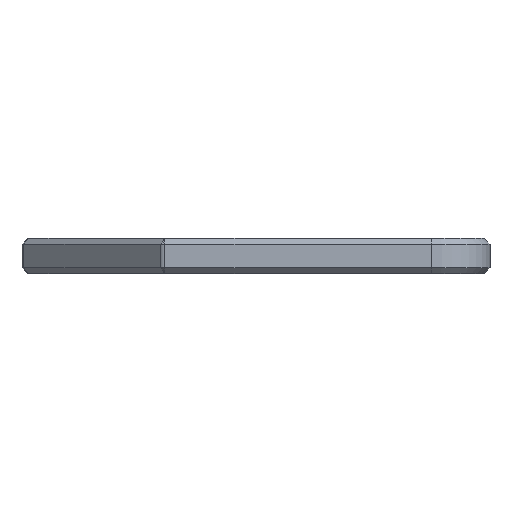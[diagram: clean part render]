
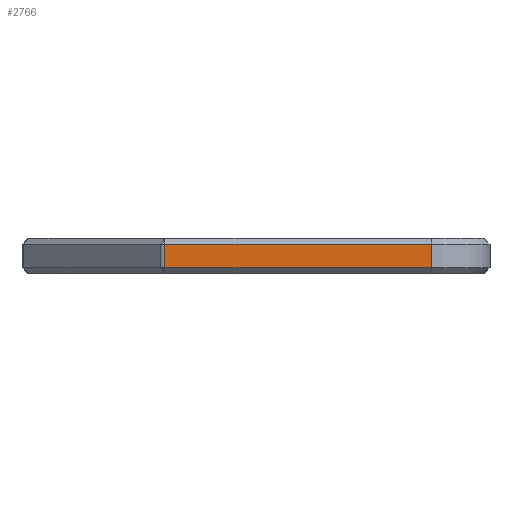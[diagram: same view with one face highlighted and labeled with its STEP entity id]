
A CAD part, front view. The second image highlights one B-rep face of the part: STEP entity #2766.
In plain terms, the highlighted planar face has unit normal (0, -1, 0).
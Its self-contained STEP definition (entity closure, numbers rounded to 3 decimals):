
#1389 = PLANE('',#1390);
#1390 = AXIS2_PLACEMENT_3D('',#1391,#1392,#1393);
#1391 = CARTESIAN_POINT('',(-48.,-18.5,3.));
#1392 = DIRECTION('',(0.,0.707,-0.707));
#1393 = DIRECTION('',(1.,0.,0.));
#1640 = VERTEX_POINT('',#1641);
#1641 = CARTESIAN_POINT('',(-5.,-19.,2.5));
#1677 = CYLINDRICAL_SURFACE('',#1678,5.);
#1678 = AXIS2_PLACEMENT_3D('',#1679,#1680,#1681);
#1679 = CARTESIAN_POINT('',(-5.,-14.,1.5));
#1680 = DIRECTION('',(0.,0.,1.));
#1681 = DIRECTION('',(0.,-1.,0.));
#1695 = VERTEX_POINT('',#1696);
#1696 = CARTESIAN_POINT('',(-27.793,-19.,2.5));
#1744 = EDGE_CURVE('',#1695,#1640,#1745,.T.);
#1745 = SURFACE_CURVE('',#1746,(#1750,#1757),.PCURVE_S1.);
#1746 = LINE('',#1747,#1748);
#1747 = CARTESIAN_POINT('',(-20.,-19.,2.5));
#1748 = VECTOR('',#1749,1.);
#1749 = DIRECTION('',(1.,0.,0.));
#1750 = PCURVE('',#1389,#1751);
#1751 = DEFINITIONAL_REPRESENTATION('',(#1752),#1756);
#1752 = LINE('',#1753,#1754);
#1753 = CARTESIAN_POINT('',(28.,0.707));
#1754 = VECTOR('',#1755,1.);
#1755 = DIRECTION('',(1.,0.));
#1756 = ( GEOMETRIC_REPRESENTATION_CONTEXT(2) 
PARAMETRIC_REPRESENTATION_CONTEXT() REPRESENTATION_CONTEXT('2D SPACE',''
  ) );
#1757 = PCURVE('',#1758,#1763);
#1758 = PLANE('',#1759);
#1759 = AXIS2_PLACEMENT_3D('',#1760,#1761,#1762);
#1760 = CARTESIAN_POINT('',(-28.,-19.,0.));
#1761 = DIRECTION('',(0.,-1.,0.));
#1762 = DIRECTION('',(1.,0.,0.));
#1763 = DEFINITIONAL_REPRESENTATION('',(#1764),#1768);
#1764 = LINE('',#1765,#1766);
#1765 = CARTESIAN_POINT('',(8.,2.5));
#1766 = VECTOR('',#1767,1.);
#1767 = DIRECTION('',(1.,0.));
#1768 = ( GEOMETRIC_REPRESENTATION_CONTEXT(2) 
PARAMETRIC_REPRESENTATION_CONTEXT() REPRESENTATION_CONTEXT('2D SPACE',''
  ) );
#1834 = CYLINDRICAL_SURFACE('',#1835,0.5);
#1835 = AXIS2_PLACEMENT_3D('',#1836,#1837,#1838);
#1836 = CARTESIAN_POINT('',(-27.793,-18.5,1.5));
#1837 = DIRECTION('',(0.,0.,1.));
#1838 = DIRECTION('',(-0.707,-0.707,0.));
#2427 = PLANE('',#2428);
#2428 = AXIS2_PLACEMENT_3D('',#2429,#2430,#2431);
#2429 = CARTESIAN_POINT('',(-48.,-18.5,0.));
#2430 = DIRECTION('',(0.,-0.707,-0.707));
#2431 = DIRECTION('',(1.,0.,0.));
#2672 = EDGE_CURVE('',#2673,#1640,#2675,.T.);
#2673 = VERTEX_POINT('',#2674);
#2674 = CARTESIAN_POINT('',(-5.,-19.,0.5));
#2675 = SURFACE_CURVE('',#2676,(#2680,#2687),.PCURVE_S1.);
#2676 = LINE('',#2677,#2678);
#2677 = CARTESIAN_POINT('',(-5.,-19.,1.5));
#2678 = VECTOR('',#2679,1.);
#2679 = DIRECTION('',(0.,0.,1.));
#2680 = PCURVE('',#1677,#2681);
#2681 = DEFINITIONAL_REPRESENTATION('',(#2682),#2686);
#2682 = LINE('',#2683,#2684);
#2683 = CARTESIAN_POINT('',(0.,0.));
#2684 = VECTOR('',#2685,1.);
#2685 = DIRECTION('',(0.,1.));
#2686 = ( GEOMETRIC_REPRESENTATION_CONTEXT(2) 
PARAMETRIC_REPRESENTATION_CONTEXT() REPRESENTATION_CONTEXT('2D SPACE',''
  ) );
#2687 = PCURVE('',#1758,#2688);
#2688 = DEFINITIONAL_REPRESENTATION('',(#2689),#2693);
#2689 = LINE('',#2690,#2691);
#2690 = CARTESIAN_POINT('',(23.,1.5));
#2691 = VECTOR('',#2692,1.);
#2692 = DIRECTION('',(0.,1.));
#2693 = ( GEOMETRIC_REPRESENTATION_CONTEXT(2) 
PARAMETRIC_REPRESENTATION_CONTEXT() REPRESENTATION_CONTEXT('2D SPACE',''
  ) );
#2766 = ADVANCED_FACE('',(#2767),#1758,.T.);
#2767 = FACE_BOUND('',#2768,.T.);
#2768 = EDGE_LOOP('',(#2769,#2770,#2771,#2794));
#2769 = ORIENTED_EDGE('',*,*,#2672,.T.);
#2770 = ORIENTED_EDGE('',*,*,#1744,.F.);
#2771 = ORIENTED_EDGE('',*,*,#2772,.F.);
#2772 = EDGE_CURVE('',#2773,#1695,#2775,.T.);
#2773 = VERTEX_POINT('',#2774);
#2774 = CARTESIAN_POINT('',(-27.793,-19.,0.5));
#2775 = SURFACE_CURVE('',#2776,(#2780,#2787),.PCURVE_S1.);
#2776 = LINE('',#2777,#2778);
#2777 = CARTESIAN_POINT('',(-27.793,-19.,1.5));
#2778 = VECTOR('',#2779,1.);
#2779 = DIRECTION('',(0.,0.,1.));
#2780 = PCURVE('',#1758,#2781);
#2781 = DEFINITIONAL_REPRESENTATION('',(#2782),#2786);
#2782 = LINE('',#2783,#2784);
#2783 = CARTESIAN_POINT('',(0.207,1.5));
#2784 = VECTOR('',#2785,1.);
#2785 = DIRECTION('',(0.,1.));
#2786 = ( GEOMETRIC_REPRESENTATION_CONTEXT(2) 
PARAMETRIC_REPRESENTATION_CONTEXT() REPRESENTATION_CONTEXT('2D SPACE',''
  ) );
#2787 = PCURVE('',#1834,#2788);
#2788 = DEFINITIONAL_REPRESENTATION('',(#2789),#2793);
#2789 = LINE('',#2790,#2791);
#2790 = CARTESIAN_POINT('',(0.785,0.));
#2791 = VECTOR('',#2792,1.);
#2792 = DIRECTION('',(0.,1.));
#2793 = ( GEOMETRIC_REPRESENTATION_CONTEXT(2) 
PARAMETRIC_REPRESENTATION_CONTEXT() REPRESENTATION_CONTEXT('2D SPACE',''
  ) );
#2794 = ORIENTED_EDGE('',*,*,#2795,.T.);
#2795 = EDGE_CURVE('',#2773,#2673,#2796,.T.);
#2796 = SURFACE_CURVE('',#2797,(#2801,#2808),.PCURVE_S1.);
#2797 = LINE('',#2798,#2799);
#2798 = CARTESIAN_POINT('',(-16.396,-19.,0.5));
#2799 = VECTOR('',#2800,1.);
#2800 = DIRECTION('',(1.,0.,0.));
#2801 = PCURVE('',#1758,#2802);
#2802 = DEFINITIONAL_REPRESENTATION('',(#2803),#2807);
#2803 = LINE('',#2804,#2805);
#2804 = CARTESIAN_POINT('',(11.604,0.5));
#2805 = VECTOR('',#2806,1.);
#2806 = DIRECTION('',(1.,0.));
#2807 = ( GEOMETRIC_REPRESENTATION_CONTEXT(2) 
PARAMETRIC_REPRESENTATION_CONTEXT() REPRESENTATION_CONTEXT('2D SPACE',''
  ) );
#2808 = PCURVE('',#2427,#2809);
#2809 = DEFINITIONAL_REPRESENTATION('',(#2810),#2814);
#2810 = LINE('',#2811,#2812);
#2811 = CARTESIAN_POINT('',(31.604,0.707));
#2812 = VECTOR('',#2813,1.);
#2813 = DIRECTION('',(1.,0.));
#2814 = ( GEOMETRIC_REPRESENTATION_CONTEXT(2) 
PARAMETRIC_REPRESENTATION_CONTEXT() REPRESENTATION_CONTEXT('2D SPACE',''
  ) );
